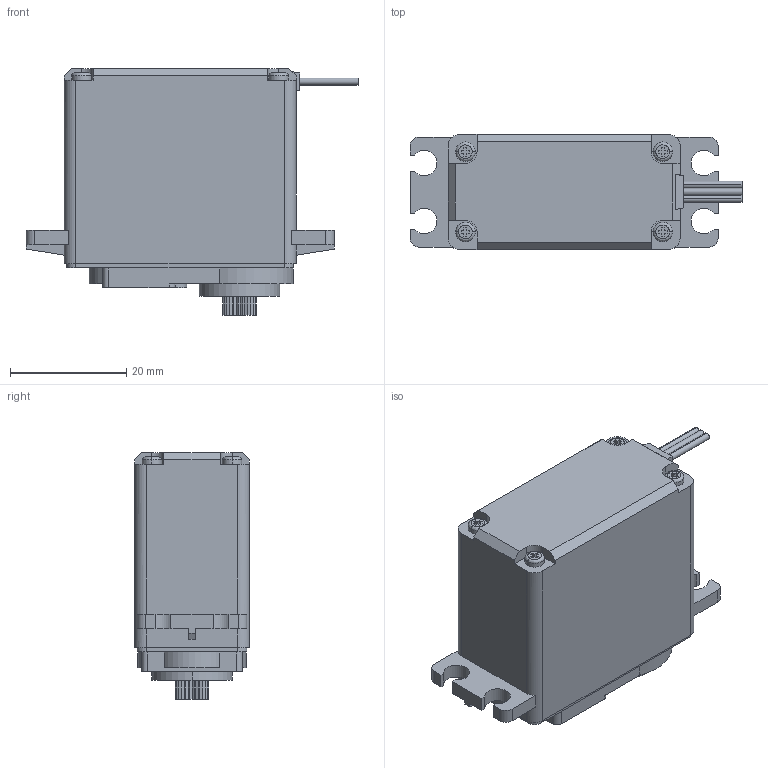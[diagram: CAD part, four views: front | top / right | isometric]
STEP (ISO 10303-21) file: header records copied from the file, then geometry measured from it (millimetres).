
FILE_DESCRIPTION (( 'STEP AP214' ), '1' );
FILE_NAME ('40379_TXP-Continuous Rotation Wheel Servo.STEP', '2017-03-28T20:22:02', ( '' ), ( '' ), 'SwSTEP 2.0', 'SolidWorks 2016', '' );
FILE_SCHEMA (( 'AUTOMOTIVE_DESIGN' ));
Length unit declared in the file: millimetre
Products named in the file (2): 40379_TXP-Continuous Rotation Wheel Servo
Bounding box: 57.22 x 19.82 x 42.52 mm (x, y, z)
Volume: 29451.8 mm3; surface area: 6760.9 mm2
Topology: 1 solids, 1 shells, 237 faces, 649 edges, 428 vertices
Faces by surface type: plane 181, cylinder 48, bspline 8
Entity records: 10172 total; most frequent: CARTESIAN_POINT 1457, ORIENTED_EDGE 1292, DIRECTION 1212, EDGE_CURVE 646, VECTOR 526, LINE 526, VERTEX_POINT 428, AXIS2_PLACEMENT_3D 343
